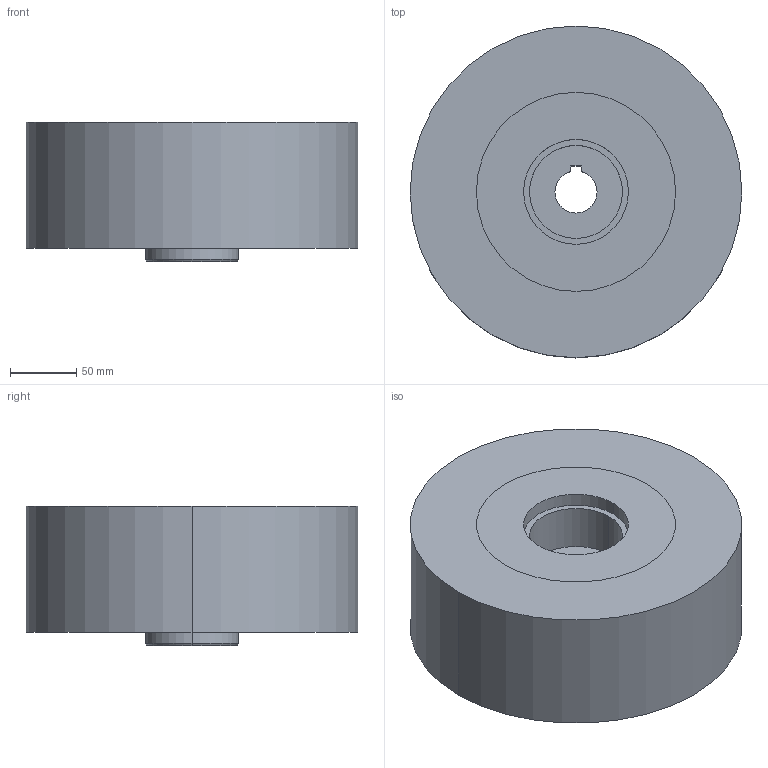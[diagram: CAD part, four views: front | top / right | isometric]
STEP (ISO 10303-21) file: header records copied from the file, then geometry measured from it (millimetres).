
FILE_DESCRIPTION (( 'STEP AP203' ), '1' );
FILE_NAME ('3991-15_REV_.step', '2026-01-28T00:18:00', ( '' ), ( '' ), 'SwSTEP 2.0', 'SolidWorks 2025', '' );
FILE_SCHEMA (( 'CONFIG_CONTROL_DESIGN' ));
Length unit declared in the file: millimetre
Products named in the file (3): 3991-20; 3991-15_REV_; 3991-15-10_AFTER BORING
Assembly tree (2 placements, depth 2):
  3991-15_REV_
    3991-15-10_AFTER BORING
    3991-20
Bounding box: 250 x 250 x 105 mm (x, y, z)
Volume: 4412416.6 mm3; surface area: 306471.8 mm2
Topology: 3 solids, 3 shells, 40 faces, 85 edges, 54 vertices
Faces by surface type: cylinder 19, plane 12, cone 9
Entity records: 1409 total; most frequent: DIRECTION 220, CARTESIAN_POINT 190, ORIENTED_EDGE 170, AXIS2_PLACEMENT_3D 92, EDGE_CURVE 85, VERTEX_POINT 54, EDGE_LOOP 49, CIRCLE 47
